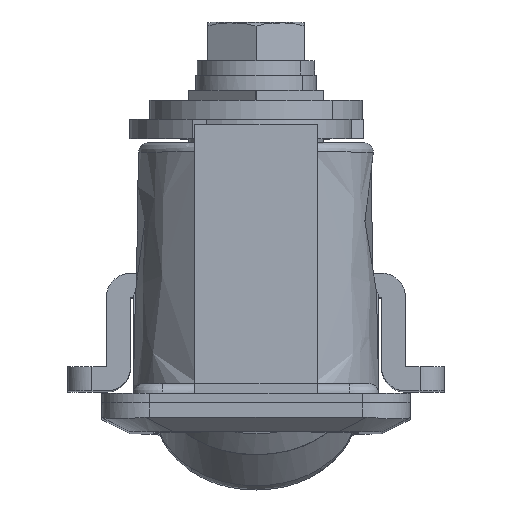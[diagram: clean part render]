
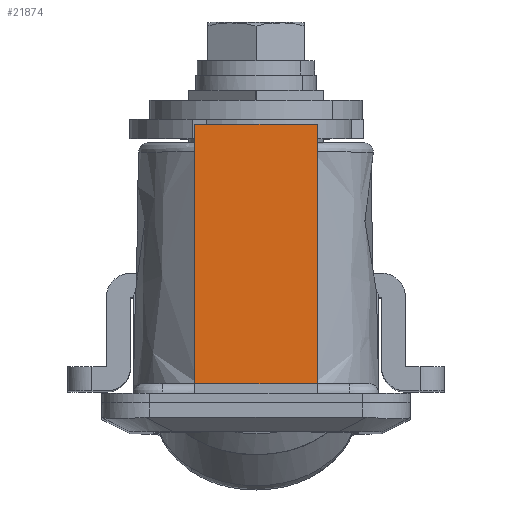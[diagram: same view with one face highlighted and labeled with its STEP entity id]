
A CAD part, top view. The second image highlights one B-rep face of the part: STEP entity #21874.
In plain terms, the highlighted free-form (B-spline) face has degree [1, 1] with [2, 2] control points.
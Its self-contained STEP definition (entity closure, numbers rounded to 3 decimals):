
#21776=CARTESIAN_POINT('',(31.9,-6.347,12.406));
#21777=VERTEX_POINT('',#21776);
#21778=CARTESIAN_POINT('',(5.,-6.347,13.0));
#21779=VERTEX_POINT('',#21778);
#21780=CARTESIAN_POINT('',(31.9,-6.347,12.406));
#21781=CARTESIAN_POINT('',(5.,-6.347,13.0));
#21782=QUASI_UNIFORM_CURVE('',1,(#21780,#21781),.UNSPECIFIED.,.F.,.U.);
#21783=EDGE_CURVE('',#21777,#21779,#21782,.T.);
#21833=CARTESIAN_POINT('',(5.,6.35,13.0));
#21834=VERTEX_POINT('',#21833);
#21840=CARTESIAN_POINT('',(31.9,6.35,12.406));
#21841=VERTEX_POINT('',#21840);
#21842=CARTESIAN_POINT('',(31.9,6.35,12.406));
#21843=CARTESIAN_POINT('',(5.,6.35,13.0));
#21844=QUASI_UNIFORM_CURVE('',1,(#21842,#21843),.UNSPECIFIED.,.F.,.U.);
#21845=EDGE_CURVE('',#21841,#21834,#21844,.T.);
#21855=CARTESIAN_POINT('',(33.244,-6.981,12.376));
#21856=CARTESIAN_POINT('',(33.244,6.984,12.376));
#21857=CARTESIAN_POINT('',(3.656,-6.981,13.03));
#21858=CARTESIAN_POINT('',(3.656,6.984,13.03));
#21859=B_SPLINE_SURFACE_WITH_KNOTS('',1,1,((#21855,#21857),(#21856,#21858)),.UNSPECIFIED.,.F.,.F.,.U.,(2,2),(2,2),(0.0,13.965),(0.0,29.595),.UNSPECIFIED.);
#21860=CARTESIAN_POINT('',(31.9,-6.347,12.406));
#21861=CARTESIAN_POINT('',(31.9,6.35,12.406));
#21862=QUASI_UNIFORM_CURVE('',1,(#21860,#21861),.UNSPECIFIED.,.F.,.U.);
#21863=EDGE_CURVE('',#21777,#21841,#21862,.T.);
#21864=ORIENTED_EDGE('',*,*,#21863,.T.);
#21865=ORIENTED_EDGE('',*,*,#21845,.T.);
#21866=CARTESIAN_POINT('',(5.,-6.347,13.0));
#21867=CARTESIAN_POINT('',(5.,6.35,13.0));
#21868=QUASI_UNIFORM_CURVE('',1,(#21866,#21867),.UNSPECIFIED.,.F.,.U.);
#21869=EDGE_CURVE('',#21779,#21834,#21868,.T.);
#21870=ORIENTED_EDGE('',*,*,#21869,.F.);
#21871=ORIENTED_EDGE('',*,*,#21783,.F.);
#21872=EDGE_LOOP('',(#21864,#21865,#21870,#21871));
#21873=FACE_OUTER_BOUND('',#21872,.T.);
#21874=ADVANCED_FACE('',(#21873),#21859,.T.);
